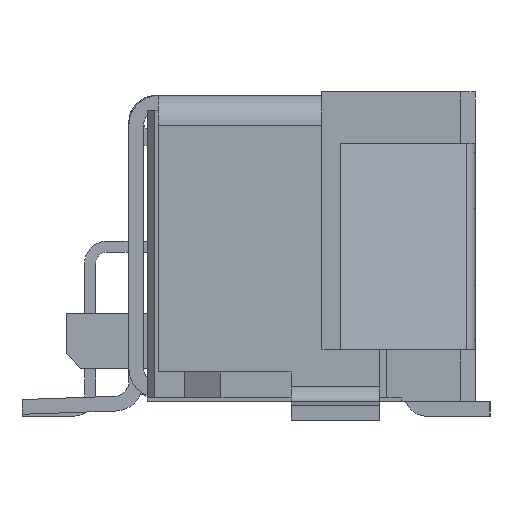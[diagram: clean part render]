
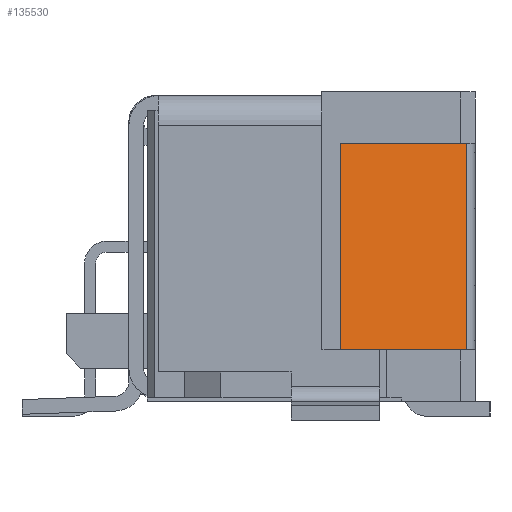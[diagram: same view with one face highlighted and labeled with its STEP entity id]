
A CAD part, left-side view. The second image highlights one B-rep face of the part: STEP entity #135530.
In plain terms, the highlighted planar face has unit normal (-0.925, -0.379, 0).
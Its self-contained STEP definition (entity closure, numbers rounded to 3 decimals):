
#134800=CARTESIAN_POINT('',(-17.95,0.,0.7));
#134810=DIRECTION('',(-0.379,0.925,0.));
#134820=VECTOR('',#134810,1.);
#134830=LINE('',#134800,#134820);
#134840=CARTESIAN_POINT('',(-18.442,1.2,0.7));
#134850=VERTEX_POINT('',#134840);
#134860=CARTESIAN_POINT('',(-18.7,1.83,0.7));
#134870=VERTEX_POINT('',#134860);
#134880=EDGE_CURVE('',#134850,#134870,#134830,.T.);
#135150=CARTESIAN_POINT('',(-18.35,0.977,2.1));
#135160=DIRECTION('',(-0.925,-0.379,0.));
#135170=DIRECTION('',(-0.379,0.925,0.));
#135180=AXIS2_PLACEMENT_3D('',#135150,#135160,#135170);
#135190=PLANE('',#135180);
#135200=CARTESIAN_POINT('',(-18.001,0.124,3.5));
#135210=DIRECTION('',(0.,0.,-1.));
#135220=VECTOR('',#135210,1.);
#135230=LINE('',#135200,#135220);
#135240=CARTESIAN_POINT('',(-18.001,0.124,3.5));
#135250=VERTEX_POINT('',#135240);
#135260=CARTESIAN_POINT('',(-18.001,0.124,0.7));
#135270=VERTEX_POINT('',#135260);
#135280=EDGE_CURVE('',#135250,#135270,#135230,.T.);
#135290=ORIENTED_EDGE('',*,*,#135280,.F.);
#135300=CARTESIAN_POINT('',(-17.95,0.,0.7));
#135310=DIRECTION('',(0.379,-0.925,0.));
#135320=VECTOR('',#135310,1.);
#135330=LINE('',#135300,#135320);
#135340=EDGE_CURVE('',#134850,#135270,#135330,.T.);
#135350=ORIENTED_EDGE('',*,*,#135340,.T.);
#135360=ORIENTED_EDGE('',*,*,#134880,.F.);
#135370=CARTESIAN_POINT('',(-18.7,1.83,0.));
#135380=DIRECTION('',(0.,0.,1.));
#135390=VECTOR('',#135380,1.);
#135400=LINE('',#135370,#135390);
#135410=CARTESIAN_POINT('',(-18.7,1.83,3.5));
#135420=VERTEX_POINT('',#135410);
#135430=EDGE_CURVE('',#134870,#135420,#135400,.T.);
#135440=ORIENTED_EDGE('',*,*,#135430,.F.);
#135450=CARTESIAN_POINT('',(-17.95,0.,3.5));
#135460=DIRECTION('',(0.379,-0.925,0.));
#135470=VECTOR('',#135460,1.);
#135480=LINE('',#135450,#135470);
#135490=EDGE_CURVE('',#135420,#135250,#135480,.T.);
#135500=ORIENTED_EDGE('',*,*,#135490,.F.);
#135510=EDGE_LOOP('',(#135500,#135440,#135360,#135350,#135290));
#135520=FACE_OUTER_BOUND('',#135510,.T.);
#135530=ADVANCED_FACE('',(#135520),#135190,.T.);
